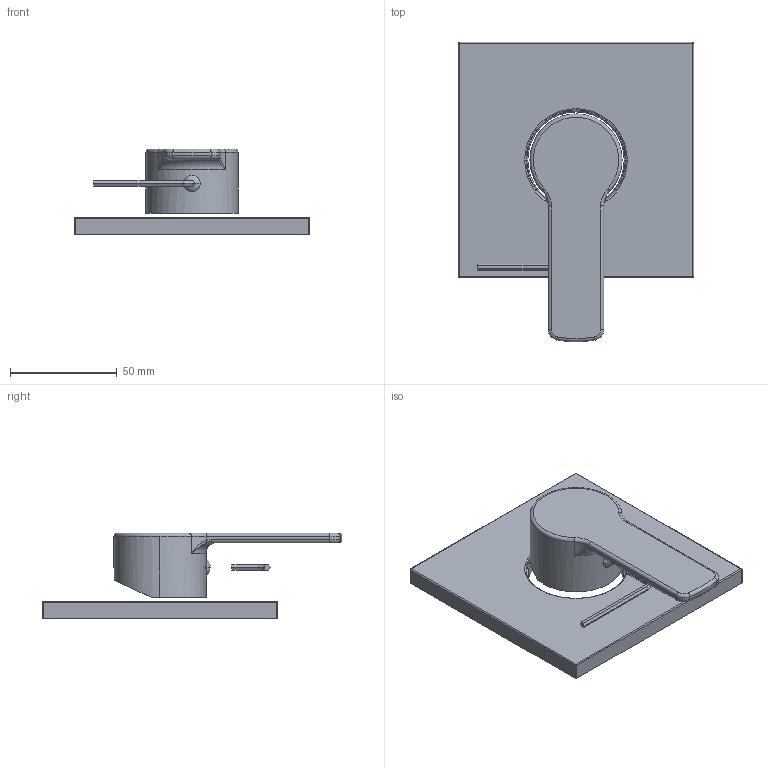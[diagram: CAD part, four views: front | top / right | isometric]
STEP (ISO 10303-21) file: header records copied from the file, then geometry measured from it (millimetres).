
FILE_DESCRIPTION((''),'2;1');
FILE_NAME('RED010CREST_ASM','2021-02-03T13:15:28',('stefano.gianpani'),('PAFFONI SpA'),'CREO PARAMETRIC BY PTC INC, 2020044','CREO PARAMETRIC BY PTC INC, 2020044','');
FILE_SCHEMA(('CONFIG_CONTROL_DESIGN','SHAPE_APPEARANCE_LAYERS_GROUPS'));
Length unit declared in the file: millimetre
Products named in the file (9): 4061213CR; 592305006A2I; TCF0691105CRRB; CHBR25; 8001114_ASM; 4061170CR; 2091319; 2091340; RED010CREST_ASM
Assembly tree (8 placements, depth 3):
  RED010CREST_ASM
    4061213CR
    8001114_ASM
      592305006A2I
      TCF0691105CRRB
      CHBR25
    4061170CR
    2091319
    2091340
Bounding box: 110 x 139.91 x 40 mm (x, y, z)
Volume: 83538.2 mm3; surface area: 63930.3 mm2
Topology: 7 solids, 9 shells, 321 faces, 732 edges, 431 vertices
Faces by surface type: cylinder 111, plane 99, bspline 34, sphere 32, torus 30, cone 15
Entity records: 13071 total; most frequent: CARTESIAN_POINT 3508, DIRECTION 1539, ORIENTED_EDGE 1452, PRESENTATION_STYLE_ASSIGNMENT 739, STYLED_ITEM 739, CURVE_STYLE 730, EDGE_CURVE 730, AXIS2_PLACEMENT_3D 607
